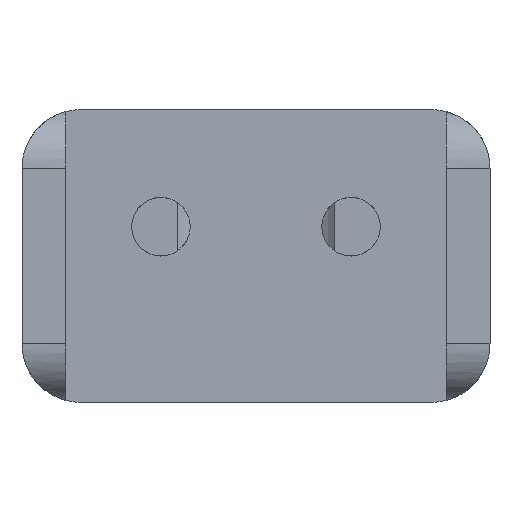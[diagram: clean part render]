
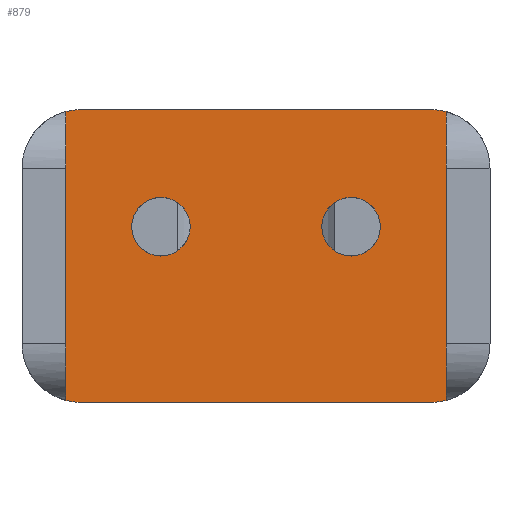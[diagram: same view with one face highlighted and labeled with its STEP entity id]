
A CAD part, front view. The second image highlights one B-rep face of the part: STEP entity #879.
In plain terms, the highlighted planar face has unit normal (0, -1, 0).
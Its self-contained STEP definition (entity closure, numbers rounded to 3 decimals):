
#16=FACE_BOUND('',#301,.T.);
#17=FACE_BOUND('',#302,.T.);
#30=PLANE('',#969);
#79=LINE('',#1401,#154);
#83=LINE('',#1415,#158);
#85=LINE('',#1423,#160);
#89=LINE('',#1435,#164);
#154=VECTOR('',#1102,10.);
#158=VECTOR('',#1122,10.);
#160=VECTOR('',#1130,10.);
#164=VECTOR('',#1140,10.);
#248=FACE_OUTER_BOUND('',#300,.T.);
#300=EDGE_LOOP('',(#672,#673,#674,#675,#676,#677,#678,#679));
#301=EDGE_LOOP('',(#680,#681));
#302=EDGE_LOOP('',(#682,#683));
#351=CIRCLE('',#949,2.);
#352=CIRCLE('',#951,2.);
#361=CIRCLE('',#970,2.);
#362=CIRCLE('',#971,2.);
#363=CIRCLE('',#972,1.);
#364=CIRCLE('',#973,1.);
#365=CIRCLE('',#974,1.);
#366=CIRCLE('',#975,1.);
#399=VERTEX_POINT('',#1367);
#400=VERTEX_POINT('',#1369);
#401=VERTEX_POINT('',#1373);
#402=VERTEX_POINT('',#1374);
#412=VERTEX_POINT('',#1399);
#417=VERTEX_POINT('',#1422);
#421=VERTEX_POINT('',#1432);
#422=VERTEX_POINT('',#1434);
#423=VERTEX_POINT('',#1437);
#424=VERTEX_POINT('',#1438);
#425=VERTEX_POINT('',#1441);
#426=VERTEX_POINT('',#1442);
#485=EDGE_CURVE('',#399,#400,#351,.T.);
#487=EDGE_CURVE('',#401,#402,#352,.T.);
#501=EDGE_CURVE('',#412,#399,#79,.T.);
#508=EDGE_CURVE('',#401,#400,#83,.T.);
#512=EDGE_CURVE('',#402,#417,#85,.T.);
#517=EDGE_CURVE('',#421,#412,#361,.T.);
#518=EDGE_CURVE('',#422,#421,#89,.T.);
#519=EDGE_CURVE('',#417,#422,#362,.T.);
#520=EDGE_CURVE('',#423,#424,#363,.T.);
#521=EDGE_CURVE('',#424,#423,#364,.T.);
#522=EDGE_CURVE('',#425,#426,#365,.T.);
#523=EDGE_CURVE('',#426,#425,#366,.T.);
#672=ORIENTED_EDGE('',*,*,#485,.F.);
#673=ORIENTED_EDGE('',*,*,#501,.F.);
#674=ORIENTED_EDGE('',*,*,#517,.F.);
#675=ORIENTED_EDGE('',*,*,#518,.F.);
#676=ORIENTED_EDGE('',*,*,#519,.F.);
#677=ORIENTED_EDGE('',*,*,#512,.F.);
#678=ORIENTED_EDGE('',*,*,#487,.F.);
#679=ORIENTED_EDGE('',*,*,#508,.T.);
#680=ORIENTED_EDGE('',*,*,#520,.T.);
#681=ORIENTED_EDGE('',*,*,#521,.T.);
#682=ORIENTED_EDGE('',*,*,#522,.T.);
#683=ORIENTED_EDGE('',*,*,#523,.T.);
#879=ADVANCED_FACE('',(#248,#16,#17),#30,.F.);
#949=AXIS2_PLACEMENT_3D('',#1370,#1075,#1076);
#951=AXIS2_PLACEMENT_3D('',#1375,#1080,#1081);
#969=AXIS2_PLACEMENT_3D('',#1431,#1136,#1137);
#970=AXIS2_PLACEMENT_3D('',#1433,#1138,#1139);
#971=AXIS2_PLACEMENT_3D('',#1436,#1141,#1142);
#972=AXIS2_PLACEMENT_3D('',#1439,#1143,#1144);
#973=AXIS2_PLACEMENT_3D('',#1440,#1145,#1146);
#974=AXIS2_PLACEMENT_3D('',#1443,#1147,#1148);
#975=AXIS2_PLACEMENT_3D('',#1444,#1149,#1150);
#1075=DIRECTION('center_axis',(0.,1.,0.));
#1076=DIRECTION('ref_axis',(0.707,0.,0.707));
#1080=DIRECTION('center_axis',(0.,1.,0.));
#1081=DIRECTION('ref_axis',(0.707,0.,-0.707));
#1102=DIRECTION('',(1.,0.,0.));
#1122=DIRECTION('',(0.,0.,1.));
#1130=DIRECTION('',(-1.,0.,0.));
#1136=DIRECTION('center_axis',(0.,1.,0.));
#1137=DIRECTION('ref_axis',(-1.,0.,0.));
#1138=DIRECTION('center_axis',(0.,1.,0.));
#1139=DIRECTION('ref_axis',(-0.707,0.,0.707));
#1140=DIRECTION('',(0.,0.,1.));
#1141=DIRECTION('center_axis',(0.,1.,0.));
#1142=DIRECTION('ref_axis',(-0.707,0.,-0.707));
#1143=DIRECTION('center_axis',(0.,1.,0.));
#1144=DIRECTION('ref_axis',(1.,0.,0.));
#1145=DIRECTION('center_axis',(0.,1.,0.));
#1146=DIRECTION('ref_axis',(1.,0.,0.));
#1147=DIRECTION('center_axis',(0.,1.,0.));
#1148=DIRECTION('ref_axis',(1.,0.,0.));
#1149=DIRECTION('center_axis',(0.,1.,0.));
#1150=DIRECTION('ref_axis',(1.,0.,0.));
#1367=CARTESIAN_POINT('',(6.,-7.1,5.));
#1369=CARTESIAN_POINT('',(6.5,-7.1,4.936));
#1370=CARTESIAN_POINT('Origin',(6.,-7.1,3.));
#1373=CARTESIAN_POINT('',(6.5,-7.1,-4.936));
#1374=CARTESIAN_POINT('',(6.,-7.1,-5.));
#1375=CARTESIAN_POINT('Origin',(6.,-7.1,-3.));
#1399=CARTESIAN_POINT('',(-6.,-7.1,5.));
#1401=CARTESIAN_POINT('',(3.25,-7.1,5.));
#1415=CARTESIAN_POINT('',(6.5,-7.1,0.));
#1422=CARTESIAN_POINT('',(-6.,-7.1,-5.));
#1423=CARTESIAN_POINT('',(3.25,-7.1,-5.));
#1431=CARTESIAN_POINT('Origin',(6.5,-7.1,0.));
#1432=CARTESIAN_POINT('',(-6.5,-7.1,4.936));
#1433=CARTESIAN_POINT('Origin',(-6.,-7.1,3.));
#1434=CARTESIAN_POINT('',(-6.5,-7.1,-4.936));
#1435=CARTESIAN_POINT('',(-6.5,-7.1,0.));
#1436=CARTESIAN_POINT('Origin',(-6.,-7.1,-3.));
#1437=CARTESIAN_POINT('',(-2.25,-7.1,1.));
#1438=CARTESIAN_POINT('',(-4.25,-7.1,1.));
#1439=CARTESIAN_POINT('Origin',(-3.25,-7.1,1.));
#1440=CARTESIAN_POINT('Origin',(-3.25,-7.1,1.));
#1441=CARTESIAN_POINT('',(4.25,-7.1,1.));
#1442=CARTESIAN_POINT('',(2.25,-7.1,1.));
#1443=CARTESIAN_POINT('Origin',(3.25,-7.1,1.));
#1444=CARTESIAN_POINT('Origin',(3.25,-7.1,1.));
